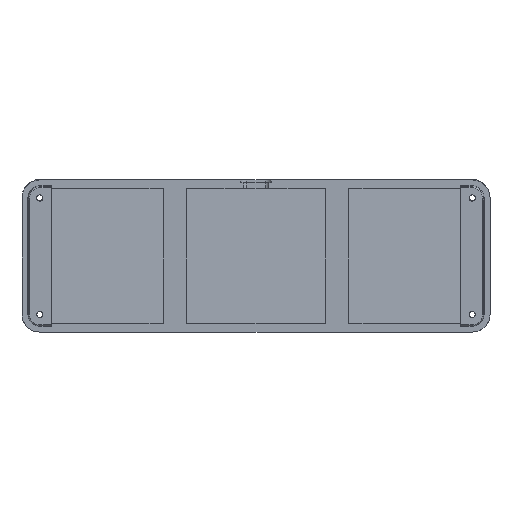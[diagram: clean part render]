
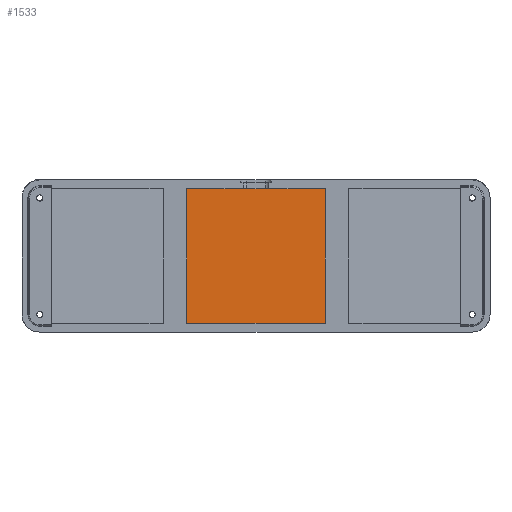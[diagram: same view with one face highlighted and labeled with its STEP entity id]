
A CAD part, top view. The second image highlights one B-rep face of the part: STEP entity #1533.
In plain terms, the highlighted planar face has unit normal (0, 0, 1).
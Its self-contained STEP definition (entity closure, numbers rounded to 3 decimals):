
#93=PLANE('',#1704);
#174=FACE_OUTER_BOUND('',#279,.T.);
#279=EDGE_LOOP('',(#1307,#1308,#1309,#1310));
#386=LINE('',#2498,#525);
#415=LINE('',#2561,#554);
#420=LINE('',#2571,#559);
#425=LINE('',#2581,#564);
#525=VECTOR('',#2045,10.);
#554=VECTOR('',#2098,10.);
#559=VECTOR('',#2107,10.);
#564=VECTOR('',#2118,10.);
#743=VERTEX_POINT('',#2495);
#744=VERTEX_POINT('',#2497);
#766=VERTEX_POINT('',#2559);
#769=VERTEX_POINT('',#2569);
#922=EDGE_CURVE('',#744,#743,#386,.F.);
#957=EDGE_CURVE('',#743,#766,#415,.T.);
#962=EDGE_CURVE('',#766,#769,#420,.F.);
#967=EDGE_CURVE('',#769,#744,#425,.T.);
#1307=ORIENTED_EDGE('',*,*,#957,.T.);
#1308=ORIENTED_EDGE('',*,*,#962,.T.);
#1309=ORIENTED_EDGE('',*,*,#967,.T.);
#1310=ORIENTED_EDGE('',*,*,#922,.T.);
#1533=ADVANCED_FACE('',(#174),#93,.F.);
#1704=AXIS2_PLACEMENT_3D('',#2580,#2116,#2117);
#2045=DIRECTION('',(1.,0.,0.));
#2098=DIRECTION('',(0.,-1.,0.));
#2107=DIRECTION('',(-1.,0.,0.));
#2116=DIRECTION('center_axis',(0.,0.,
-1.));
#2117=DIRECTION('ref_axis',(-1.,0.,0.));
#2118=DIRECTION('',(0.,1.,0.));
#2495=CARTESIAN_POINT('',(124.252,-42.644,1.2));
#2497=CARTESIAN_POINT('',(172.951,-42.644,1.2));
#2498=CARTESIAN_POINT('',(186.577,-42.644,1.2));
#2559=CARTESIAN_POINT('',(124.252,-90.009,1.2));
#2561=CARTESIAN_POINT('',(124.252,-56.17,1.2));
#2569=CARTESIAN_POINT('',(172.952,-90.009,1.2));
#2571=CARTESIAN_POINT('',(110.626,-90.009,1.2));
#2580=CARTESIAN_POINT('Origin',(148.601,-66.379,1.2));
#2581=CARTESIAN_POINT('',(172.951,-76.792,1.2));
